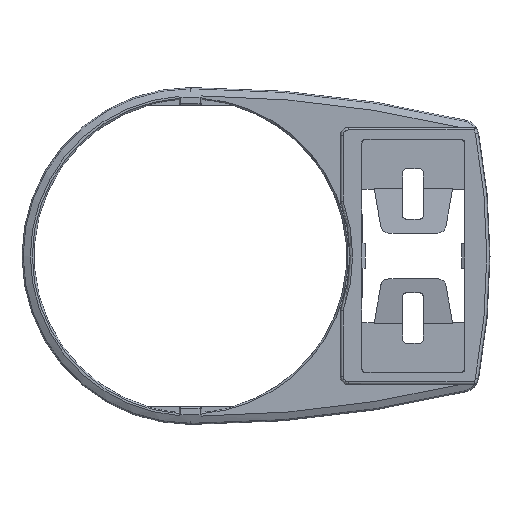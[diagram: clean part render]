
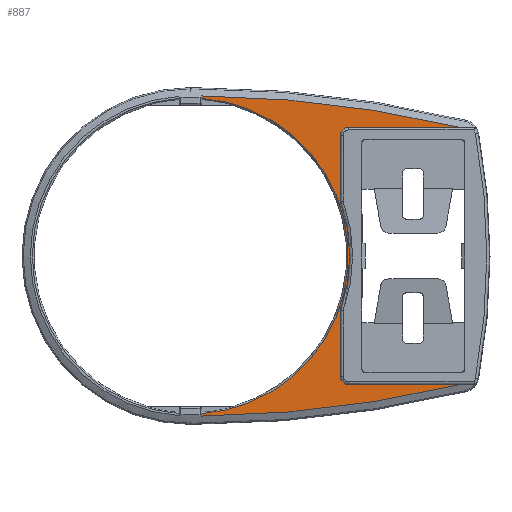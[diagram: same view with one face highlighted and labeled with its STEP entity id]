
A CAD part, top view. The second image highlights one B-rep face of the part: STEP entity #887.
In plain terms, the highlighted planar face has unit normal (0, 0, 1).
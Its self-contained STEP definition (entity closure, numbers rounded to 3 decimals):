
#113=PLANE('',#3516);
#301=LINE('',#5334,#593);
#322=LINE('',#5444,#614);
#331=LINE('',#5477,#623);
#384=LINE('',#5805,#676);
#393=LINE('',#5968,#685);
#394=LINE('',#5971,#686);
#593=VECTOR('',#3925,1.);
#614=VECTOR('',#3996,1.);
#623=VECTOR('',#4021,1.);
#676=VECTOR('',#4124,1.);
#685=VECTOR('',#4155,1.);
#686=VECTOR('',#4158,1.);
#887=ADVANCED_FACE('',(#1080),#113,.F.);
#1080=FACE_OUTER_BOUND('',#1257,.T.);
#1257=EDGE_LOOP('',(#1923,#1924,#1925,#1926,#1927,#1928,#1929,#1930,#1931,
#1932,#1933,#1934,#1935,#1936));
#1354=CIRCLE('',#3350,19.);
#1374=CIRCLE('',#3377,19.);
#1390=CIRCLE('',#3415,140.212);
#1409=CIRCLE('',#3446,0.999);
#1428=CIRCLE('',#3512,19.);
#1429=CIRCLE('',#3513,140.212);
#1430=CIRCLE('',#3514,19.15);
#1431=CIRCLE('',#3515,0.999);
#1923=ORIENTED_EDGE('',*,*,#2761,.T.);
#1924=ORIENTED_EDGE('',*,*,#2791,.T.);
#1925=ORIENTED_EDGE('',*,*,#3091,.T.);
#1926=ORIENTED_EDGE('',*,*,#3076,.T.);
#1927=ORIENTED_EDGE('',*,*,#3092,.T.);
#1928=ORIENTED_EDGE('',*,*,#3093,.T.);
#1929=ORIENTED_EDGE('',*,*,#2957,.T.);
#1930=ORIENTED_EDGE('',*,*,#3008,.T.);
#1931=ORIENTED_EDGE('',*,*,#3094,.T.);
#1932=ORIENTED_EDGE('',*,*,#3095,.T.);
#1933=ORIENTED_EDGE('',*,*,#3096,.T.);
#1934=ORIENTED_EDGE('',*,*,#2954,.T.);
#1935=ORIENTED_EDGE('',*,*,#2880,.T.);
#1936=ORIENTED_EDGE('',*,*,#2994,.T.);
#2449=VERTEX_POINT('',#4522);
#2450=VERTEX_POINT('',#4524);
#2475=VERTEX_POINT('',#4612);
#2555=VERTEX_POINT('',#4903);
#2558=VERTEX_POINT('',#4925);
#2610=VERTEX_POINT('',#5326);
#2613=VERTEX_POINT('',#5337);
#2614=VERTEX_POINT('',#5339);
#2649=VERTEX_POINT('',#5476);
#2689=VERTEX_POINT('',#5804);
#2690=VERTEX_POINT('',#5806);
#2696=VERTEX_POINT('',#5967);
#2697=VERTEX_POINT('',#5970);
#2698=VERTEX_POINT('',#5972);
#2761=EDGE_CURVE('',#2450,#2449,#1354,.T.);
#2791=EDGE_CURVE('',#2449,#2475,#1374,.T.);
#2880=EDGE_CURVE('',#2555,#2558,#1390,.T.);
#2954=EDGE_CURVE('',#2610,#2555,#301,.T.);
#2957=EDGE_CURVE('',#2613,#2614,#1409,.T.);
#2994=EDGE_CURVE('',#2558,#2450,#322,.T.);
#3008=EDGE_CURVE('',#2614,#2649,#331,.T.);
#3076=EDGE_CURVE('',#2690,#2689,#384,.T.);
#3091=EDGE_CURVE('',#2475,#2690,#1428,.T.);
#3092=EDGE_CURVE('',#2689,#2696,#1429,.T.);
#3093=EDGE_CURVE('',#2696,#2613,#393,.T.);
#3094=EDGE_CURVE('',#2649,#2697,#1430,.T.);
#3095=EDGE_CURVE('',#2697,#2698,#394,.T.);
#3096=EDGE_CURVE('',#2698,#2610,#1431,.T.);
#3350=AXIS2_PLACEMENT_3D('',#4523,#3642,#3643);
#3377=AXIS2_PLACEMENT_3D('',#4613,#3698,#3699);
#3415=AXIS2_PLACEMENT_3D('',#4926,#3834,#3835);
#3446=AXIS2_PLACEMENT_3D('',#5340,#3930,#3931);
#3512=AXIS2_PLACEMENT_3D('',#5965,#4151,#4152);
#3513=AXIS2_PLACEMENT_3D('',#5966,#4153,#4154);
#3514=AXIS2_PLACEMENT_3D('',#5969,#4156,#4157);
#3515=AXIS2_PLACEMENT_3D('',#5973,#4159,#4160);
#3516=AXIS2_PLACEMENT_3D('',#5974,#4161,#4162);
#3642=DIRECTION('',(0.,0.,-1.));
#3643=DIRECTION('',(0.,1.,0.));
#3698=DIRECTION('',(0.,0.,-1.));
#3699=DIRECTION('',(0.,1.,0.));
#3834=DIRECTION('',(0.,0.,1.));
#3835=DIRECTION('',(0.,1.,0.));
#3925=DIRECTION('',(1.,0.,0.));
#3930=DIRECTION('',(0.,0.,-1.));
#3931=DIRECTION('',(0.,1.,0.));
#3996=DIRECTION('',(0.,-1.,0.));
#4021=DIRECTION('',(0.,1.,0.));
#4124=DIRECTION('',(0.,-1.,0.));
#4151=DIRECTION('',(0.,0.,-1.));
#4152=DIRECTION('',(0.,1.,0.));
#4153=DIRECTION('',(0.,0.,1.));
#4154=DIRECTION('',(0.,1.,0.));
#4155=DIRECTION('',(-1.,0.,0.));
#4156=DIRECTION('',(0.,0.,1.));
#4157=DIRECTION('',(0.,1.,0.));
#4158=DIRECTION('',(0.,1.,0.));
#4159=DIRECTION('',(0.,0.,-1.));
#4160=DIRECTION('',(0.,1.,0.));
#4161=DIRECTION('',(0.,0.,-1.));
#4162=DIRECTION('',(0.,1.,0.));
#4522=CARTESIAN_POINT('',(17.5,7.399,-2.5));
#4523=CARTESIAN_POINT('',(0.,0.,-2.5));
#4524=CARTESIAN_POINT('',(1.35,18.952,-2.5));
#4612=CARTESIAN_POINT('',(17.5,-7.399,-2.5));
#4613=CARTESIAN_POINT('',(0.,0.,-2.5));
#4903=CARTESIAN_POINT('',(32.211,15.5,-2.5));
#4925=CARTESIAN_POINT('',(1.35,19.244,-2.5));
#4926=CARTESIAN_POINT('',(0.,-120.962,-2.5));
#5326=CARTESIAN_POINT('',(18.999,15.5,-2.5));
#5334=CARTESIAN_POINT('',(15.768,15.5,-2.5));
#5337=CARTESIAN_POINT('',(18.999,-15.5,-2.5));
#5339=CARTESIAN_POINT('',(18.,-14.501,-2.5));
#5340=CARTESIAN_POINT('',(18.999,-14.501,-2.5));
#5444=CARTESIAN_POINT('',(1.35,60.481,-2.5));
#5476=CARTESIAN_POINT('',(18.,-6.536,-2.5));
#5477=CARTESIAN_POINT('',(18.,0.,-2.5));
#5804=CARTESIAN_POINT('',(1.35,-19.244,-2.5));
#5805=CARTESIAN_POINT('',(1.35,60.481,-2.5));
#5806=CARTESIAN_POINT('',(1.35,-18.952,-2.5));
#5965=CARTESIAN_POINT('',(0.,0.,-2.5));
#5966=CARTESIAN_POINT('',(0.,120.962,-2.5));
#5967=CARTESIAN_POINT('',(32.211,-15.5,-2.5));
#5968=CARTESIAN_POINT('',(15.768,-15.5,-2.5));
#5969=CARTESIAN_POINT('',(0.,0.,-2.5));
#5970=CARTESIAN_POINT('',(18.,6.536,-2.5));
#5971=CARTESIAN_POINT('',(18.,0.,-2.5));
#5972=CARTESIAN_POINT('',(18.,14.501,-2.5));
#5973=CARTESIAN_POINT('',(18.999,14.501,-2.5));
#5974=CARTESIAN_POINT('',(0.,60.481,-2.5));
